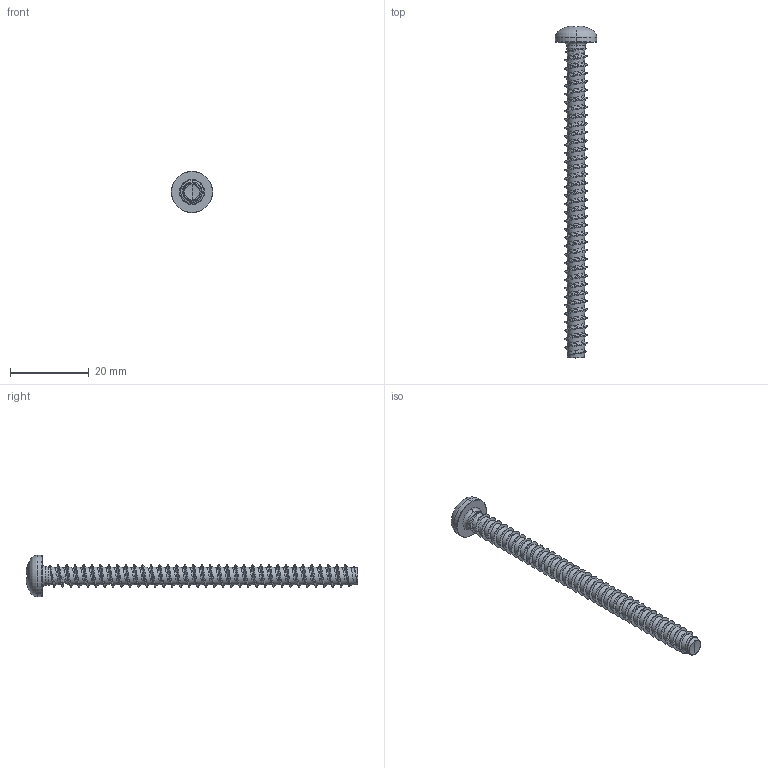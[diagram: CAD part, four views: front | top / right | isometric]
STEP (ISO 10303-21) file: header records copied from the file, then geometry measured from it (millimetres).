
FILE_DESCRIPTION (( 'STEP AP203' ), '1' );
FILE_NAME ('STP320600800.STEP', '2017-08-15T15:01:21', ( '' ), ( '' ), 'SwSTEP 2.0', 'SolidWorks 2015', '' );
FILE_SCHEMA (( 'CONFIG_CONTROL_DESIGN' ));
Products named in the file (1): STP320600800
Bounding box: 10.5 x 84.12 x 10.5 mm (x, y, z)
Volume: 1605.8 mm3; surface area: 2077.9 mm2
Topology: 1 solids, 1 shells, 238 faces, 583 edges, 347 vertices
Faces by surface type: cylinder 100, bspline 51, torus 28, sphere 28, plane 22, cone 9
Entity records: 64755 total; most frequent: CARTESIAN_POINT 59761, ORIENTED_EDGE 1162, DIRECTION 889, EDGE_CURVE 581, AXIS2_PLACEMENT_3D 378, VERTEX_POINT 347, EDGE_LOOP 240, FACE_OUTER_BOUND 238
